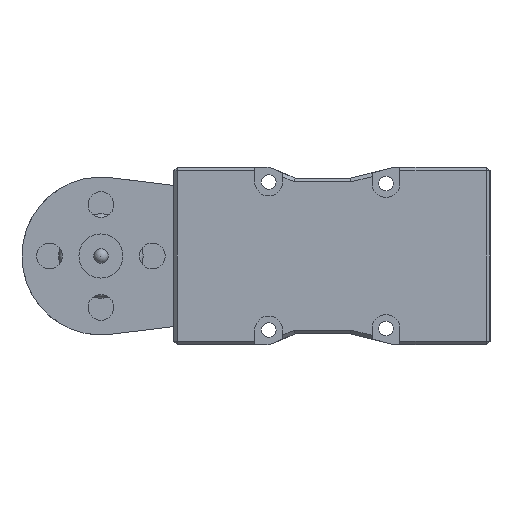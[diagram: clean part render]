
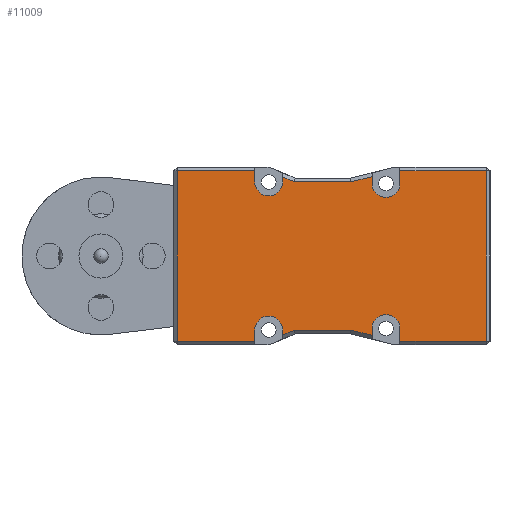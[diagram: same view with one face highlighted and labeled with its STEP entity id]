
A CAD part, front view. The second image highlights one B-rep face of the part: STEP entity #11009.
In plain terms, the highlighted planar face has unit normal (0, -1, 0).
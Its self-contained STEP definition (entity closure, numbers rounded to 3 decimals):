
#511=PLANE('',#11780);
#1071=FACE_OUTER_BOUND('',#1726,.T.);
#1726=EDGE_LOOP('',(#9339,#9340,#9341,#9342,#9343,#9344,#9345,#9346,#9347,
#9348,#9349,#9350,#9351,#9352,#9353,#9354,#9355,#9356,#9357,#9358,#9359,
#9360,#9361,#9362));
#2803=LINE('',#17005,#4184);
#2805=LINE('',#17009,#4186);
#2808=LINE('',#17015,#4189);
#2811=LINE('',#17021,#4192);
#2815=LINE('',#17029,#4196);
#2816=LINE('',#17033,#4197);
#2817=LINE('',#17035,#4198);
#2818=LINE('',#17037,#4199);
#2819=LINE('',#17039,#4200);
#2820=LINE('',#17041,#4201);
#2821=LINE('',#17045,#4202);
#2822=LINE('',#17047,#4203);
#2823=LINE('',#17049,#4204);
#2824=LINE('',#17051,#4205);
#2825=LINE('',#17053,#4206);
#2826=LINE('',#17057,#4207);
#2827=LINE('',#17059,#4208);
#2828=LINE('',#17061,#4209);
#2829=LINE('',#17063,#4210);
#2830=LINE('',#17065,#4211);
#4184=VECTOR('',#13803,10.);
#4186=VECTOR('',#13807,10.);
#4189=VECTOR('',#13812,10.);
#4192=VECTOR('',#13817,10.);
#4196=VECTOR('',#13823,10.);
#4197=VECTOR('',#13826,10.);
#4198=VECTOR('',#13827,10.);
#4199=VECTOR('',#13828,10.);
#4200=VECTOR('',#13829,10.);
#4201=VECTOR('',#13830,10.);
#4202=VECTOR('',#13833,10.);
#4203=VECTOR('',#13834,10.);
#4204=VECTOR('',#13835,10.);
#4205=VECTOR('',#13836,10.);
#4206=VECTOR('',#13837,10.);
#4207=VECTOR('',#13840,10.);
#4208=VECTOR('',#13841,10.);
#4209=VECTOR('',#13842,10.);
#4210=VECTOR('',#13843,10.);
#4211=VECTOR('',#13844,10.);
#4850=CIRCLE('',#11781,1.9);
#4851=CIRCLE('',#11782,1.9);
#4852=CIRCLE('',#11783,1.9);
#4853=CIRCLE('',#11784,1.9);
#5498=VERTEX_POINT('',#17002);
#5499=VERTEX_POINT('',#17004);
#5500=VERTEX_POINT('',#17008);
#5502=VERTEX_POINT('',#17014);
#5504=VERTEX_POINT('',#17020);
#5507=VERTEX_POINT('',#17028);
#5508=VERTEX_POINT('',#17030);
#5509=VERTEX_POINT('',#17032);
#5510=VERTEX_POINT('',#17034);
#5511=VERTEX_POINT('',#17036);
#5512=VERTEX_POINT('',#17038);
#5513=VERTEX_POINT('',#17040);
#5514=VERTEX_POINT('',#17042);
#5515=VERTEX_POINT('',#17044);
#5516=VERTEX_POINT('',#17046);
#5517=VERTEX_POINT('',#17048);
#5518=VERTEX_POINT('',#17050);
#5519=VERTEX_POINT('',#17052);
#5520=VERTEX_POINT('',#17054);
#5521=VERTEX_POINT('',#17056);
#5522=VERTEX_POINT('',#17058);
#5523=VERTEX_POINT('',#17060);
#5524=VERTEX_POINT('',#17062);
#5525=VERTEX_POINT('',#17064);
#6834=EDGE_CURVE('',#5498,#5499,#2803,.T.);
#6836=EDGE_CURVE('',#5499,#5500,#2805,.T.);
#6839=EDGE_CURVE('',#5500,#5502,#2808,.T.);
#6842=EDGE_CURVE('',#5504,#5502,#2811,.T.);
#6846=EDGE_CURVE('',#5498,#5507,#2815,.T.);
#6847=EDGE_CURVE('',#5507,#5508,#4850,.T.);
#6848=EDGE_CURVE('',#5508,#5509,#2816,.T.);
#6849=EDGE_CURVE('',#5510,#5509,#2817,.T.);
#6850=EDGE_CURVE('',#5511,#5510,#2818,.T.);
#6851=EDGE_CURVE('',#5512,#5511,#2819,.T.);
#6852=EDGE_CURVE('',#5512,#5513,#2820,.T.);
#6853=EDGE_CURVE('',#5513,#5514,#4851,.T.);
#6854=EDGE_CURVE('',#5514,#5515,#2821,.T.);
#6855=EDGE_CURVE('',#5516,#5515,#2822,.T.);
#6856=EDGE_CURVE('',#5517,#5516,#2823,.T.);
#6857=EDGE_CURVE('',#5518,#5517,#2824,.T.);
#6858=EDGE_CURVE('',#5518,#5519,#2825,.T.);
#6859=EDGE_CURVE('',#5519,#5520,#4852,.T.);
#6860=EDGE_CURVE('',#5520,#5521,#2826,.T.);
#6861=EDGE_CURVE('',#5522,#5521,#2827,.T.);
#6862=EDGE_CURVE('',#5523,#5522,#2828,.T.);
#6863=EDGE_CURVE('',#5524,#5523,#2829,.T.);
#6864=EDGE_CURVE('',#5524,#5525,#2830,.T.);
#6865=EDGE_CURVE('',#5525,#5504,#4853,.T.);
#9339=ORIENTED_EDGE('',*,*,#6839,.F.);
#9340=ORIENTED_EDGE('',*,*,#6836,.F.);
#9341=ORIENTED_EDGE('',*,*,#6834,.F.);
#9342=ORIENTED_EDGE('',*,*,#6846,.T.);
#9343=ORIENTED_EDGE('',*,*,#6847,.T.);
#9344=ORIENTED_EDGE('',*,*,#6848,.T.);
#9345=ORIENTED_EDGE('',*,*,#6849,.F.);
#9346=ORIENTED_EDGE('',*,*,#6850,.F.);
#9347=ORIENTED_EDGE('',*,*,#6851,.F.);
#9348=ORIENTED_EDGE('',*,*,#6852,.T.);
#9349=ORIENTED_EDGE('',*,*,#6853,.T.);
#9350=ORIENTED_EDGE('',*,*,#6854,.T.);
#9351=ORIENTED_EDGE('',*,*,#6855,.F.);
#9352=ORIENTED_EDGE('',*,*,#6856,.F.);
#9353=ORIENTED_EDGE('',*,*,#6857,.F.);
#9354=ORIENTED_EDGE('',*,*,#6858,.T.);
#9355=ORIENTED_EDGE('',*,*,#6859,.T.);
#9356=ORIENTED_EDGE('',*,*,#6860,.T.);
#9357=ORIENTED_EDGE('',*,*,#6861,.F.);
#9358=ORIENTED_EDGE('',*,*,#6862,.F.);
#9359=ORIENTED_EDGE('',*,*,#6863,.F.);
#9360=ORIENTED_EDGE('',*,*,#6864,.T.);
#9361=ORIENTED_EDGE('',*,*,#6865,.T.);
#9362=ORIENTED_EDGE('',*,*,#6842,.T.);
#11009=ADVANCED_FACE('',(#1071),#511,.T.);
#11780=AXIS2_PLACEMENT_3D('',#17027,#13821,#13822);
#11781=AXIS2_PLACEMENT_3D('',#17031,#13824,#13825);
#11782=AXIS2_PLACEMENT_3D('',#17043,#13831,#13832);
#11783=AXIS2_PLACEMENT_3D('',#17055,#13838,#13839);
#11784=AXIS2_PLACEMENT_3D('',#17066,#13845,#13846);
#13803=DIRECTION('',(0.922,0.,-0.388));
#13807=DIRECTION('',(1.,0.,0.));
#13812=DIRECTION('',(0.97,0.,0.243));
#13817=DIRECTION('',(0.,0.,1.));
#13821=DIRECTION('center_axis',(0.,-1.,0.));
#13822=DIRECTION('ref_axis',(1.,0.,0.));
#13823=DIRECTION('',(0.,0.,-1.));
#13824=DIRECTION('center_axis',(0.,1.,0.));
#13825=DIRECTION('ref_axis',(1.,0.,0.));
#13826=DIRECTION('',(0.,0.,1.));
#13827=DIRECTION('',(1.,0.,0.));
#13828=DIRECTION('',(0.,0.,1.));
#13829=DIRECTION('',(-1.,0.,0.));
#13830=DIRECTION('',(0.,0.,1.));
#13831=DIRECTION('center_axis',(0.,1.,0.));
#13832=DIRECTION('ref_axis',(1.,0.,0.));
#13833=DIRECTION('',(0.,0.,-1.));
#13834=DIRECTION('',(-0.922,0.,-0.388));
#13835=DIRECTION('',(-1.,0.,0.));
#13836=DIRECTION('',(-0.97,0.,0.243));
#13837=DIRECTION('',(0.,0.,1.));
#13838=DIRECTION('center_axis',(0.,1.,0.));
#13839=DIRECTION('ref_axis',(1.,0.,0.));
#13840=DIRECTION('',(0.,0.,-1.));
#13841=DIRECTION('',(-1.,0.,0.));
#13842=DIRECTION('',(0.,0.,-1.));
#13843=DIRECTION('',(1.,0.,0.));
#13844=DIRECTION('',(0.,0.,-1.));
#13845=DIRECTION('center_axis',(0.,1.,0.));
#13846=DIRECTION('ref_axis',(1.,0.,0.));
#17002=CARTESIAN_POINT('',(27.681,-15.783,6.741));
#17004=CARTESIAN_POINT('',(29.286,-15.783,6.066));
#17005=CARTESIAN_POINT('',(33.206,-15.783,4.416));
#17008=CARTESIAN_POINT('',(36.984,-15.783,6.066));
#17009=CARTESIAN_POINT('',(35.648,-15.783,6.066));
#17014=CARTESIAN_POINT('',(39.854,-15.783,6.783));
#17015=CARTESIAN_POINT('',(37.597,-15.783,6.219));
#17020=CARTESIAN_POINT('',(39.854,-15.783,5.841));
#17021=CARTESIAN_POINT('',(39.854,-15.783,0.903));
#17027=CARTESIAN_POINT('Origin',(34.373,-15.783,-4.034));
#17028=CARTESIAN_POINT('',(27.681,-15.783,6.049));
#17029=CARTESIAN_POINT('',(27.681,-15.783,1.624));
#17030=CARTESIAN_POINT('',(23.881,-15.783,6.049));
#17031=CARTESIAN_POINT('Origin',(25.781,-15.783,6.049));
#17032=CARTESIAN_POINT('',(23.881,-15.783,7.566));
#17033=CARTESIAN_POINT('',(23.881,-15.783,1.007));
#17034=CARTESIAN_POINT('',(13.323,-15.783,7.566));
#17035=CARTESIAN_POINT('',(30.098,-15.783,7.566));
#17036=CARTESIAN_POINT('',(13.323,-15.783,-15.634));
#17037=CARTESIAN_POINT('',(13.323,-15.783,-8.784));
#17038=CARTESIAN_POINT('',(23.881,-15.783,-15.634));
#17039=CARTESIAN_POINT('',(23.598,-15.783,-15.634));
#17040=CARTESIAN_POINT('',(23.881,-15.783,-14.118));
#17041=CARTESIAN_POINT('',(23.881,-15.783,-9.076));
#17042=CARTESIAN_POINT('',(27.681,-15.783,-14.118));
#17043=CARTESIAN_POINT('Origin',(25.781,-15.783,-14.118));
#17044=CARTESIAN_POINT('',(27.681,-15.783,-14.81));
#17045=CARTESIAN_POINT('',(27.681,-15.783,-9.693));
#17046=CARTESIAN_POINT('',(29.286,-15.783,-14.134));
#17047=CARTESIAN_POINT('',(31.424,-15.783,-13.235));
#17048=CARTESIAN_POINT('',(36.984,-15.783,-14.134));
#17049=CARTESIAN_POINT('',(31.88,-15.783,-14.134));
#17050=CARTESIAN_POINT('',(39.854,-15.783,-14.852));
#17051=CARTESIAN_POINT('',(34.597,-15.783,-13.538));
#17052=CARTESIAN_POINT('',(39.854,-15.783,-13.909));
#17053=CARTESIAN_POINT('',(39.854,-15.783,-8.972));
#17054=CARTESIAN_POINT('',(43.654,-15.783,-13.909));
#17055=CARTESIAN_POINT('Origin',(41.754,-15.783,-13.909));
#17056=CARTESIAN_POINT('',(43.654,-15.783,-15.634));
#17057=CARTESIAN_POINT('',(43.654,-15.783,-10.084));
#17058=CARTESIAN_POINT('',(55.423,-15.783,-15.634));
#17059=CARTESIAN_POINT('',(38.648,-15.783,-15.634));
#17060=CARTESIAN_POINT('',(55.423,-15.783,7.566));
#17061=CARTESIAN_POINT('',(55.423,-15.783,-10.084));
#17062=CARTESIAN_POINT('',(43.654,-15.783,7.566));
#17063=CARTESIAN_POINT('',(45.148,-15.783,7.566));
#17064=CARTESIAN_POINT('',(43.654,-15.783,5.841));
#17065=CARTESIAN_POINT('',(43.654,-15.783,2.016));
#17066=CARTESIAN_POINT('Origin',(41.754,-15.783,5.841));
